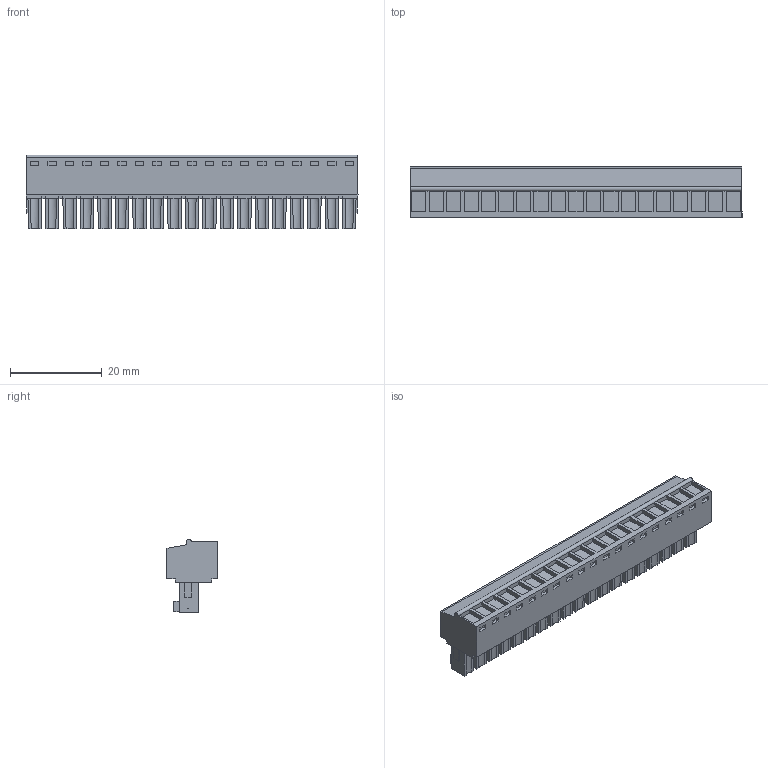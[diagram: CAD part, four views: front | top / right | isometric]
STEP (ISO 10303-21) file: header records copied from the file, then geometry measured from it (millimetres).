
FILE_DESCRIPTION(('CATIA V5 STEP','CAx-IF Rec.Pracs.--- Model Styling and Organization---1.2---2011-12-15'),'2;1');
FILE_NAME ('D1459726_0_1940990000_1940990000.stp','2017-04-14T12:46:48+00:00',('none'),('Weidmueller'),'CATIA Version 5-6 Release 2014','CATIA V5 STEP AP214','none');
FILE_SCHEMA(('AUTOMOTIVE_DESIGN { 1 0 10303 214 1 1 1 1 }'));
Length unit declared in the file: millimetre
Products named in the file (1): 1940990000
Bounding box: 72.39 x 11.1 x 16.1 mm (x, y, z)
Volume: 7409.6 mm3; surface area: 6654.7 mm2
Topology: 20 solids, 20 shells, 930 faces, 2329 edges, 1534 vertices
Faces by surface type: plane 777, cylinder 153
Entity records: 25233 total; most frequent: CARTESIAN_POINT 4755, ORIENTED_EDGE 4658, DIRECTION 3278, EDGE_CURVE 2329, VECTOR 1909, LINE 1909, VERTEX_POINT 1534, EDGE_LOOP 1025
